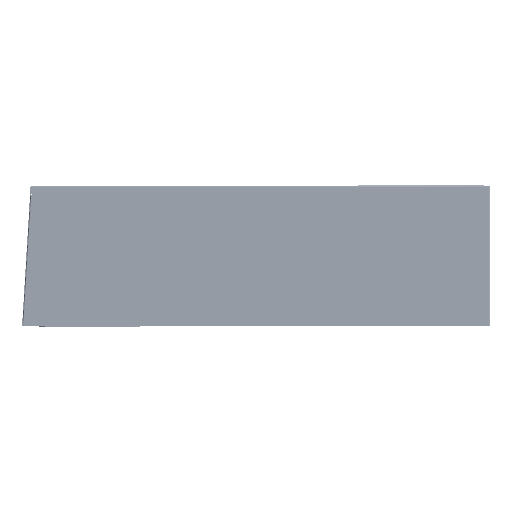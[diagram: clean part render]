
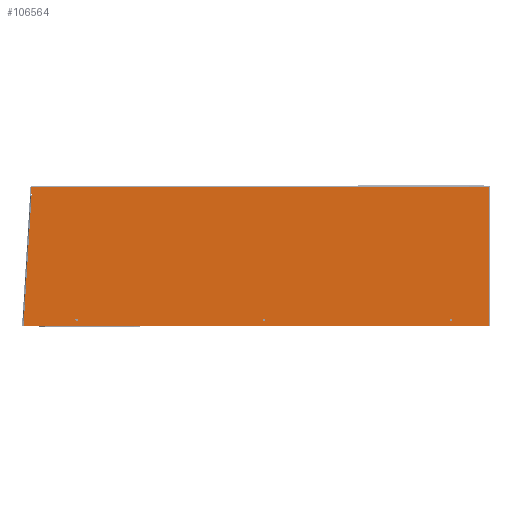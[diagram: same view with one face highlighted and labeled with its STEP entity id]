
A CAD part, left-side view. The second image highlights one B-rep face of the part: STEP entity #106564.
In plain terms, the highlighted planar face has unit normal (-1, 0, 0).
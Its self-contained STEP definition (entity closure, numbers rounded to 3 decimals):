
#69927=DIRECTION('',(0.,0.5,0.866));
#69928=VECTOR('',#69927,1.155);
#69929=CARTESIAN_POINT('',(-152.,-446.577,0.));
#69930=LINE('',#69929,#69928);
#69931=DIRECTION('',(0.,0.5,-0.866));
#69932=VECTOR('',#69931,1.155);
#69933=CARTESIAN_POINT('',(-152.,445.124,1.));
#69934=LINE('',#69933,#69932);
#69935=DIRECTION('',(0.,-0.061,0.998));
#69936=VECTOR('',#69935,253.378);
#69937=CARTESIAN_POINT('',(-152.,447.124,0.));
#69938=LINE('',#69937,#69936);
#69939=DIRECTION('',(0.,0.834,0.552));
#69940=VECTOR('',#69939,2.309);
#69941=CARTESIAN_POINT('',(-152.,431.656,252.906));
#69942=LINE('',#69941,#69940);
#69943=DIRECTION('',(0.,-0.061,0.998));
#69944=VECTOR('',#69943,13.845);
#69945=CARTESIAN_POINT('',(-152.,433.582,254.181));
#69946=LINE('',#69945,#69944);
#69947=CARTESIAN_POINT('',(-152.,-375.,12.));
#69948=DIRECTION('',(-1.,0.,0.));
#69949=DIRECTION('',(0.,-1.,0.));
#69950=AXIS2_PLACEMENT_3D('',#69947,#69948,#69949);
#69952=CARTESIAN_POINT('',(-152.,-375.,12.));
#69953=DIRECTION('',(-1.,0.,0.));
#69954=DIRECTION('',(0.,1.,0.));
#69955=AXIS2_PLACEMENT_3D('',#69952,#69953,#69954);
#69957=CARTESIAN_POINT('',(-152.,-15.,12.));
#69958=DIRECTION('',(-1.,0.,0.));
#69959=DIRECTION('',(0.,-1.,0.));
#69960=AXIS2_PLACEMENT_3D('',#69957,#69958,#69959);
#69962=CARTESIAN_POINT('',(-152.,-15.,12.));
#69963=DIRECTION('',(-1.,0.,0.));
#69964=DIRECTION('',(0.,1.,0.));
#69965=AXIS2_PLACEMENT_3D('',#69962,#69963,#69964);
#69967=CARTESIAN_POINT('',(-152.,345.,12.));
#69968=DIRECTION('',(-1.,0.,0.));
#69969=DIRECTION('',(0.,-1.,0.));
#69970=AXIS2_PLACEMENT_3D('',#69967,#69968,#69969);
#69972=CARTESIAN_POINT('',(-152.,345.,12.));
#69973=DIRECTION('',(-1.,0.,0.));
#69974=DIRECTION('',(0.,1.,0.));
#69975=AXIS2_PLACEMENT_3D('',#69972,#69973,#69974);
#69981=DIRECTION('',(0.,-1.,0.));
#69982=VECTOR('',#69981,1.423);
#69983=CARTESIAN_POINT('',(-152.,-446.577,0.));
#69984=LINE('',#69983,#69982);
#70003=DIRECTION('',(0.,0.,1.));
#70004=VECTOR('',#70003,268.);
#70005=CARTESIAN_POINT('',(-152.,-448.,0.));
#70006=LINE('',#70005,#70004);
#90117=DIRECTION('',(0.,1.,0.));
#90118=VECTOR('',#90117,880.736);
#90119=CARTESIAN_POINT('',(-152.,-448.,268.));
#90120=LINE('',#90119,#90118);
#98088=DIRECTION('',(0.,-1.,0.));
#98089=VECTOR('',#98088,1.423);
#98090=CARTESIAN_POINT('',(-152.,447.124,0.));
#98091=LINE('',#98090,#98089);
#98106=DIRECTION('',(0.,-1.,0.));
#98107=VECTOR('',#98106,891.124);
#98108=CARTESIAN_POINT('',(-152.,445.124,1.));
#98109=LINE('',#98108,#98107);
#98393=CARTESIAN_POINT('',(-152.,-446.577,0.));
#98394=CARTESIAN_POINT('',(-152.,-446.,1.));
#98395=VERTEX_POINT('',#98393);
#98396=VERTEX_POINT('',#98394);
#98397=CARTESIAN_POINT('',(-152.,445.124,1.));
#98398=VERTEX_POINT('',#98397);
#98399=CARTESIAN_POINT('',(-152.,445.702,0.));
#98400=VERTEX_POINT('',#98399);
#98401=CARTESIAN_POINT('',(-152.,447.124,0.));
#98402=VERTEX_POINT('',#98401);
#98403=CARTESIAN_POINT('',(-152.,431.656,252.906));
#98404=VERTEX_POINT('',#98403);
#98405=CARTESIAN_POINT('',(-152.,433.582,254.181));
#98406=VERTEX_POINT('',#98405);
#98407=CARTESIAN_POINT('',(-152.,432.736,268.));
#98408=VERTEX_POINT('',#98407);
#98409=CARTESIAN_POINT('',(-152.,-448.,268.));
#98410=VERTEX_POINT('',#98409);
#98411=CARTESIAN_POINT('',(-152.,-448.,0.));
#98412=VERTEX_POINT('',#98411);
#98413=CARTESIAN_POINT('',(-152.,-377.5,12.));
#98414=CARTESIAN_POINT('',(-152.,-372.5,12.));
#98415=VERTEX_POINT('',#98413);
#98416=VERTEX_POINT('',#98414);
#98417=CARTESIAN_POINT('',(-152.,-17.5,12.));
#98418=CARTESIAN_POINT('',(-152.,-12.5,12.));
#98419=VERTEX_POINT('',#98417);
#98420=VERTEX_POINT('',#98418);
#98421=CARTESIAN_POINT('',(-152.,342.5,12.));
#98422=CARTESIAN_POINT('',(-152.,347.5,12.));
#98423=VERTEX_POINT('',#98421);
#98424=VERTEX_POINT('',#98422);
#106519=CARTESIAN_POINT('',(-152.,0.,0.));
#106520=DIRECTION('',(1.,0.,0.));
#106521=DIRECTION('',(0.,0.,-1.));
#106522=AXIS2_PLACEMENT_3D('',#106519,#106520,#106521);
#106523=PLANE('',#106522);
#106525=ORIENTED_EDGE('',*,*,#106524,.T.);
#106527=ORIENTED_EDGE('',*,*,#106526,.F.);
#106529=ORIENTED_EDGE('',*,*,#106528,.T.);
#106531=ORIENTED_EDGE('',*,*,#106530,.F.);
#106533=ORIENTED_EDGE('',*,*,#106532,.T.);
#106535=ORIENTED_EDGE('',*,*,#106534,.T.);
#106537=ORIENTED_EDGE('',*,*,#106536,.T.);
#106539=ORIENTED_EDGE('',*,*,#106538,.F.);
#106541=ORIENTED_EDGE('',*,*,#106540,.F.);
#106543=ORIENTED_EDGE('',*,*,#106542,.F.);
#106544=EDGE_LOOP('',(#106525,#106527,#106529,#106531,#106533,#106535,#106537,
#106539,#106541,#106543));
#106545=FACE_OUTER_BOUND('',#106544,.F.);
#106547=ORIENTED_EDGE('',*,*,#106546,.T.);
#106549=ORIENTED_EDGE('',*,*,#106548,.T.);
#106550=EDGE_LOOP('',(#106547,#106549));
#106551=FACE_BOUND('',#106550,.F.);
#106553=ORIENTED_EDGE('',*,*,#106552,.T.);
#106555=ORIENTED_EDGE('',*,*,#106554,.T.);
#106556=EDGE_LOOP('',(#106553,#106555));
#106557=FACE_BOUND('',#106556,.F.);
#106559=ORIENTED_EDGE('',*,*,#106558,.T.);
#106561=ORIENTED_EDGE('',*,*,#106560,.T.);
#106562=EDGE_LOOP('',(#106559,#106561));
#106563=FACE_BOUND('',#106562,.F.);
#106564=ADVANCED_FACE('',(#106545,#106551,#106557,#106563),#106523,.F.);
#69951=CIRCLE('',#69950,2.5);
#69956=CIRCLE('',#69955,2.5);
#69961=CIRCLE('',#69960,2.5);
#69966=CIRCLE('',#69965,2.5);
#69971=CIRCLE('',#69970,2.5);
#69976=CIRCLE('',#69975,2.5);
#106524=EDGE_CURVE('',#98395,#98396,#69930,.T.);
#106526=EDGE_CURVE('',#98398,#98396,#98109,.T.);
#106528=EDGE_CURVE('',#98398,#98400,#69934,.T.);
#106530=EDGE_CURVE('',#98402,#98400,#98091,.T.);
#106532=EDGE_CURVE('',#98402,#98404,#69938,.T.);
#106534=EDGE_CURVE('',#98404,#98406,#69942,.T.);
#106536=EDGE_CURVE('',#98406,#98408,#69946,.T.);
#106538=EDGE_CURVE('',#98410,#98408,#90120,.T.);
#106540=EDGE_CURVE('',#98412,#98410,#70006,.T.);
#106542=EDGE_CURVE('',#98395,#98412,#69984,.T.);
#106546=EDGE_CURVE('',#98415,#98416,#69951,.T.);
#106548=EDGE_CURVE('',#98416,#98415,#69956,.T.);
#106552=EDGE_CURVE('',#98419,#98420,#69961,.T.);
#106554=EDGE_CURVE('',#98420,#98419,#69966,.T.);
#106558=EDGE_CURVE('',#98423,#98424,#69971,.T.);
#106560=EDGE_CURVE('',#98424,#98423,#69976,.T.);
